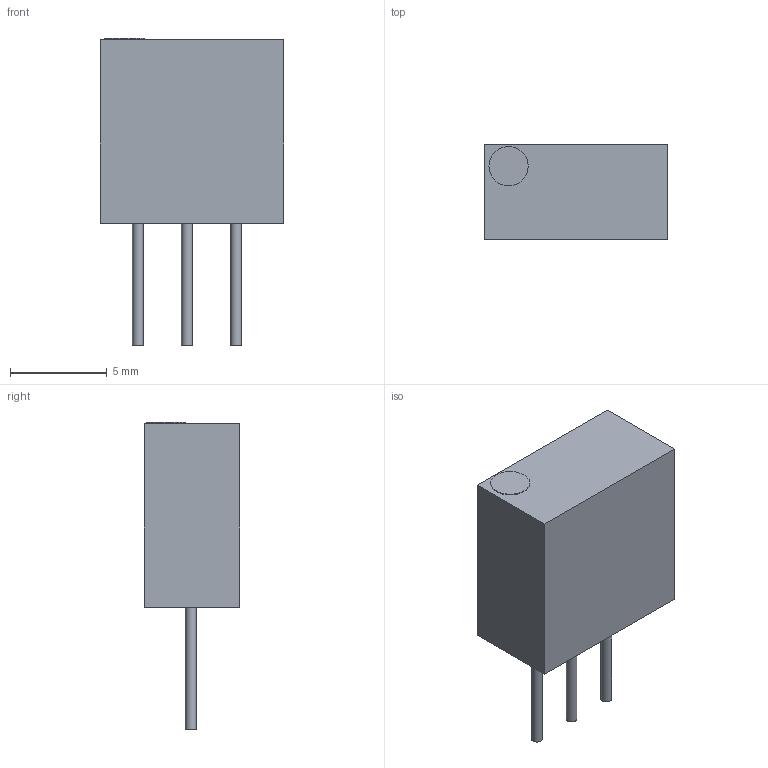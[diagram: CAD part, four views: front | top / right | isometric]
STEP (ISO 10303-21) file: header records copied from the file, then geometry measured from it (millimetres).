
FILE_DESCRIPTION(('FreeCAD Model'),'2;1');
FILE_NAME('trimer_3296W_10.0x9.5x10.0.step','2020-08-25T19:57:43',('Author') ,(''),'Open CASCADE STEP processor 7.3','FreeCAD','Unknown');
FILE_SCHEMA(('AUTOMOTIVE_DESIGN { 1 0 10303 214 1 1 1 1 }'));
Length unit declared in the file: millimetre
Products named in the file (1): part
Bounding box: 9.53 x 4.95 x 15.95 mm (x, y, z)
Volume: 454.2 mm3; surface area: 411.9 mm2
Topology: 5 solids, 5 shells, 18 faces, 72 edges, 192 vertices
Faces by surface type: plane 14, cylinder 4
Full cylindrical faces by diameter (mm): 0.559 x3, 2.032 x1
Entity records: 993 total; most frequent: CARTESIAN_POINT 311, DIRECTION 122, GEOMETRIC_CURVE_SET 49, ORIENTED_EDGE 48, TRIMMED_CURVE 48, AXIS2_PLACEMENT_3D 43, LINE 36, VECTOR 36
